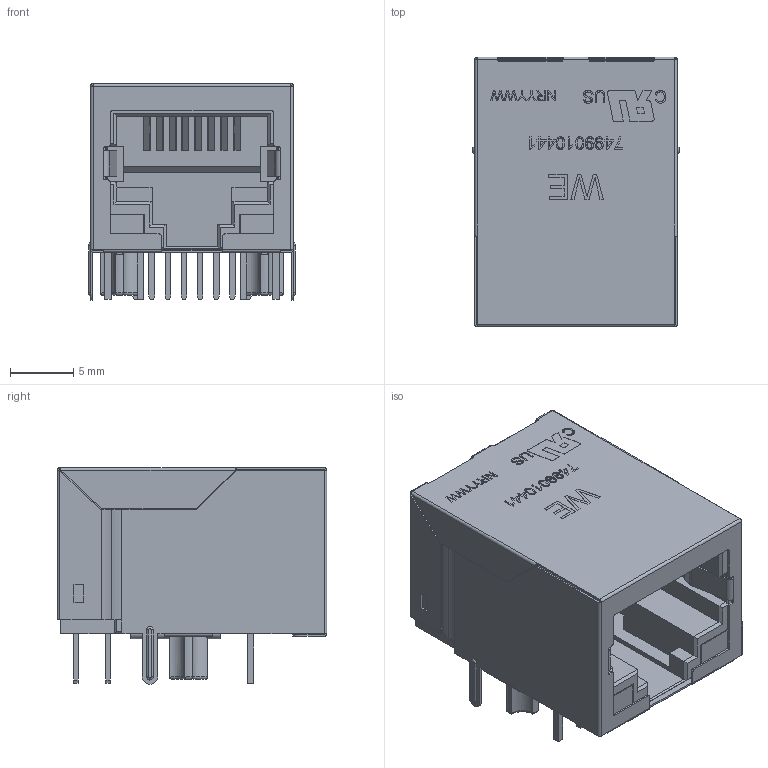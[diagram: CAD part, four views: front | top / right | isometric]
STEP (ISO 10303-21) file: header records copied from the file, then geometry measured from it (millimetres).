
FILE_DESCRIPTION(/* description */ ('Unknown'),/* implementation_level */ '2;1');
FILE_NAME(/* name */ '7499010441',/* time_stamp */ '2023-02-10T11:58:39+01:00',/* author */ ('Unknown'),/* organization */ ('Unknown'),/* preprocessor_version */ 'ST-DEVELOPER v16.7',/* originating_system */ 'Solid Edge',/* authorisation */ 'Unknown');
FILE_SCHEMA (('AUTOMOTIVE_DESIGN {1 0 10303 214 3 1 1}'));
Length unit declared in the file: millimetre
Products named in the file (16): 7499010441; 91502002701; 91733002004; 91502002002; 91704002002; 91317005004; 91317005504; 91704002001; 91704001001; 91704001002; 91704001003; 91704001004; 91704001005; 91704001006; 91704001007; 91704001008
Assembly tree (21 placements, depth 2):
  7499010441
    91502002701
    91733002004
    91502002002
    91704002002  x4
    91317005004
    91317005504
    91704002001  x4
    91704001001
    91704001002
    91704001003
    91704001004
    91704001005
    91704001006
    91704001007
    91704001008
Bounding box: 16.3 x 21.25 x 17.1 mm (x, y, z)
Volume: 1840 mm3; surface area: 7245.2 mm2
Topology: 21 solids, 21 shells, 1580 faces, 4330 edges, 2809 vertices
Faces by surface type: plane 1256, cylinder 230, bspline 70, torus 24
Entity records: 48385 total; most frequent: CARTESIAN_POINT 10591, ORIENTED_EDGE 7460, DIRECTION 6282, EDGE_CURVE 3730, LINE 2982, VECTOR 2982, VERTEX_POINT 2425, AXIS2_PLACEMENT_3D 1650
